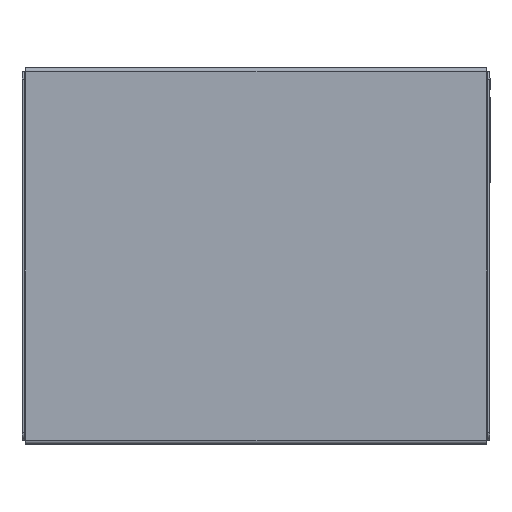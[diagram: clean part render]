
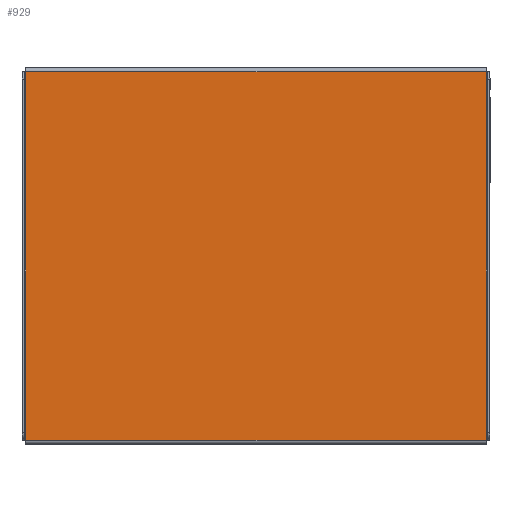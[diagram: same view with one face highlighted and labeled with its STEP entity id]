
A CAD part, top view. The second image highlights one B-rep face of the part: STEP entity #929.
In plain terms, the highlighted planar face has unit normal (0, 0, 1).
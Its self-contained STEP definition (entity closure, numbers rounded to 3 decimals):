
#23 = CARTESIAN_POINT ( 'NONE',  ( 150.5, -120.5, 0. ) ) ;
#48 = CARTESIAN_POINT ( 'NONE',  ( -150.5, -120.5, 0. ) ) ;
#76 = ORIENTED_EDGE ( 'NONE', *, *, #886, .T. ) ;
#119 = PLANE ( 'NONE',  #1028 ) ;
#132 = VECTOR ( 'NONE', #1034, 1000. ) ;
#206 = CARTESIAN_POINT ( 'NONE',  ( 150.5, 120.5, 0. ) ) ;
#221 = LINE ( 'NONE', #206, #724 ) ;
#242 = CARTESIAN_POINT ( 'NONE',  ( 150.5, -120.5, 0. ) ) ;
#350 = DIRECTION ( 'NONE',  ( -1., 0., 0. ) ) ;
#437 = VECTOR ( 'NONE', #1005, 1000. ) ;
#446 = VERTEX_POINT ( 'NONE', #1105 ) ;
#452 = VERTEX_POINT ( 'NONE', #242 ) ;
#569 = ORIENTED_EDGE ( 'NONE', *, *, #1515, .T. ) ;
#701 = EDGE_CURVE ( 'NONE', #1434, #1303, #1406, .T. ) ;
#724 = VECTOR ( 'NONE', #350, 1000. ) ;
#801 = CARTESIAN_POINT ( 'NONE',  ( 150.5, -120.5, 0. ) ) ;
#886 = EDGE_CURVE ( 'NONE', #1303, #452, #1587, .T. ) ;
#929 = ADVANCED_FACE ( 'NONE', ( #965 ), #119, .T. ) ;
#940 = DIRECTION ( 'NONE',  ( 1., 0., 0. ) ) ;
#959 = DIRECTION ( 'NONE',  ( 0., 0., 1. ) ) ;
#965 = FACE_OUTER_BOUND ( 'NONE', #1630, .T. ) ;
#1005 = DIRECTION ( 'NONE',  ( 0., 1., 0. ) ) ;
#1028 = AXIS2_PLACEMENT_3D ( 'NONE', #1830, #959, #1235 ) ;
#1034 = DIRECTION ( 'NONE',  ( 0., -1., 0. ) ) ;
#1067 = ORIENTED_EDGE ( 'NONE', *, *, #1719, .T. ) ;
#1105 = CARTESIAN_POINT ( 'NONE',  ( 150.5, 120.5, 0. ) ) ;
#1235 = DIRECTION ( 'NONE',  ( 1., 0., 0. ) ) ;
#1239 = LINE ( 'NONE', #23, #437 ) ;
#1303 = VERTEX_POINT ( 'NONE', #1514 ) ;
#1406 = LINE ( 'NONE', #48, #132 ) ;
#1434 = VERTEX_POINT ( 'NONE', #1572 ) ;
#1499 = VECTOR ( 'NONE', #940, 1000. ) ;
#1514 = CARTESIAN_POINT ( 'NONE',  ( -150.5, -120.5, 0. ) ) ;
#1515 = EDGE_CURVE ( 'NONE', #452, #446, #1239, .T. ) ;
#1572 = CARTESIAN_POINT ( 'NONE',  ( -150.5, 120.5, 0. ) ) ;
#1587 = LINE ( 'NONE', #801, #1499 ) ;
#1630 = EDGE_LOOP ( 'NONE', ( #1750, #76, #569, #1067 ) ) ;
#1719 = EDGE_CURVE ( 'NONE', #446, #1434, #221, .T. ) ;
#1750 = ORIENTED_EDGE ( 'NONE', *, *, #701, .T. ) ;
#1830 = CARTESIAN_POINT ( 'NONE',  ( 0., 0., 0. ) ) ;
